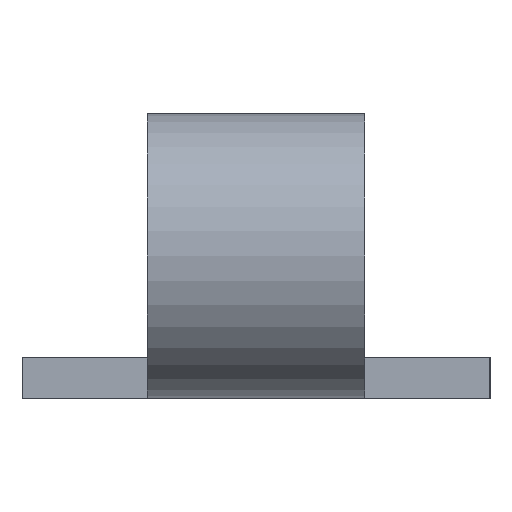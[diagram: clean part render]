
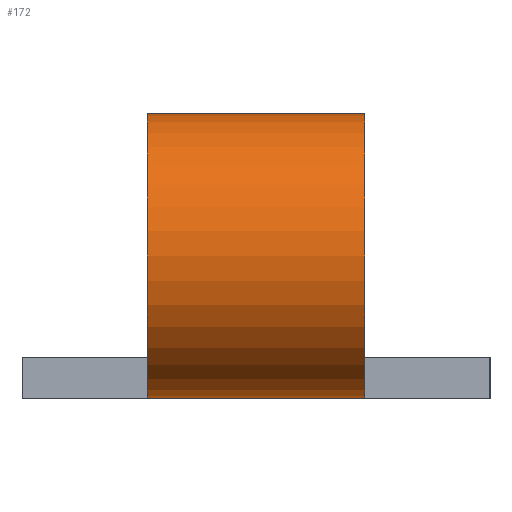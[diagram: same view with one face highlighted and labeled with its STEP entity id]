
A CAD part, left-side view. The second image highlights one B-rep face of the part: STEP entity #172.
In plain terms, the highlighted cylindrical face has radius 6.55 mm (diameter 13.1 mm), a partial arc.
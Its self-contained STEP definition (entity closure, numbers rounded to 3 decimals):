
#18 = FACE_OUTER_BOUND ( 'NONE', #151, .T. ) ;
#33 = CARTESIAN_POINT ( 'NONE',  ( -16.75, -5., 6.55 ) ) ;
#39 = ORIENTED_EDGE ( 'NONE', *, *, #460, .F. ) ;
#42 = AXIS2_PLACEMENT_3D ( 'NONE', #33, #101, #272 ) ;
#65 = VECTOR ( 'NONE', #555, 1000. ) ;
#90 = AXIS2_PLACEMENT_3D ( 'NONE', #322, #672, #571 ) ;
#101 = DIRECTION ( 'NONE',  ( 0., 1., 0. ) ) ;
#119 = CARTESIAN_POINT ( 'NONE',  ( -16.75, -5., 0. ) ) ;
#146 = CARTESIAN_POINT ( 'NONE',  ( -16.75, 5., 0. ) ) ;
#151 = EDGE_LOOP ( 'NONE', ( #532, #502, #39, #663 ) ) ;
#153 = CYLINDRICAL_SURFACE ( 'NONE', #90, 6.55 ) ;
#157 = DIRECTION ( 'NONE',  ( 0., -1., 0. ) ) ;
#172 = ADVANCED_FACE ( 'NONE', ( #18 ), #153, .T. ) ;
#217 = CARTESIAN_POINT ( 'NONE',  ( -13.475, 5., 12.222 ) ) ;
#272 = DIRECTION ( 'NONE',  ( 0., 0., 1. ) ) ;
#287 = CIRCLE ( 'NONE', #639, 6.55 ) ;
#322 = CARTESIAN_POINT ( 'NONE',  ( -16.75, 5., 6.55 ) ) ;
#358 = LINE ( 'NONE', #609, #65 ) ;
#396 = CARTESIAN_POINT ( 'NONE',  ( -13.475, -5., 12.222 ) ) ;
#437 = DIRECTION ( 'NONE',  ( 0., 0., 1. ) ) ;
#446 = EDGE_CURVE ( 'NONE', #476, #717, #516, .T. ) ;
#459 = VERTEX_POINT ( 'NONE', #396 ) ;
#460 = EDGE_CURVE ( 'NONE', #476, #553, #287, .T. ) ;
#476 = VERTEX_POINT ( 'NONE', #146 ) ;
#502 = ORIENTED_EDGE ( 'NONE', *, *, #762, .F. ) ;
#504 = DIRECTION ( 'NONE',  ( 0., 1., 0. ) ) ;
#516 = LINE ( 'NONE', #693, #525 ) ;
#525 = VECTOR ( 'NONE', #157, 1000. ) ;
#530 = EDGE_CURVE ( 'NONE', #717, #459, #627, .T. ) ;
#532 = ORIENTED_EDGE ( 'NONE', *, *, #530, .T. ) ;
#553 = VERTEX_POINT ( 'NONE', #217 ) ;
#555 = DIRECTION ( 'NONE',  ( 0., -1., 0. ) ) ;
#571 = DIRECTION ( 'NONE',  ( 0., 0., -1. ) ) ;
#609 = CARTESIAN_POINT ( 'NONE',  ( -13.475, 5., 12.222 ) ) ;
#627 = CIRCLE ( 'NONE', #42, 6.55 ) ;
#639 = AXIS2_PLACEMENT_3D ( 'NONE', #681, #504, #437 ) ;
#663 = ORIENTED_EDGE ( 'NONE', *, *, #446, .T. ) ;
#672 = DIRECTION ( 'NONE',  ( 0., -1., 0. ) ) ;
#681 = CARTESIAN_POINT ( 'NONE',  ( -16.75, 5., 6.55 ) ) ;
#693 = CARTESIAN_POINT ( 'NONE',  ( -16.75, 5., 0. ) ) ;
#717 = VERTEX_POINT ( 'NONE', #119 ) ;
#762 = EDGE_CURVE ( 'NONE', #553, #459, #358, .T. ) ;
